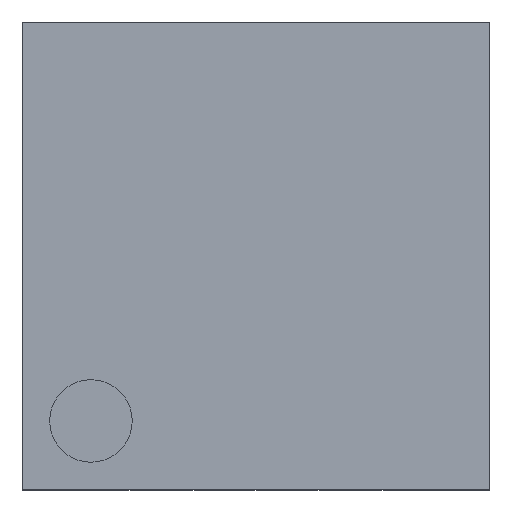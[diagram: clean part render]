
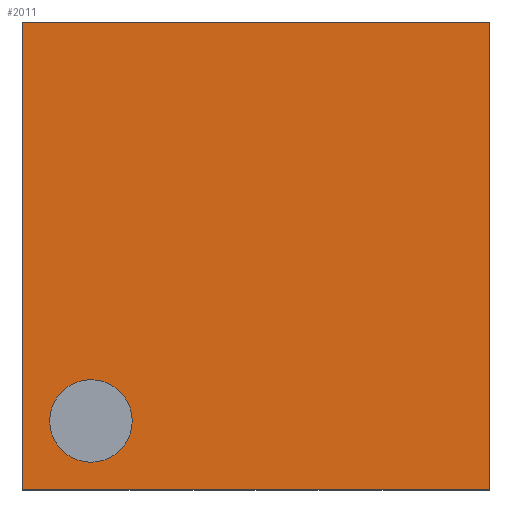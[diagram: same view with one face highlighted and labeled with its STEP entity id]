
A CAD part, top view. The second image highlights one B-rep face of the part: STEP entity #2011.
In plain terms, the highlighted planar face has unit normal (0, 0, 1).
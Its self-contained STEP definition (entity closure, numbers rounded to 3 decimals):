
#24=FACE_BOUND($,#190,.T.);
#26=CIRCLE($,#2129,0.3);
#80=FACE_OUTER_BOUND($,#189,.T.);
#189=EDGE_LOOP($,(#1577,#1578,#1579,#1580));
#190=EDGE_LOOP($,(#1581));
#373=LINE($,#2956,#655);
#378=LINE($,#2964,#660);
#390=LINE($,#2991,#672);
#392=LINE($,#2994,#674);
#655=VECTOR($,#2401,3.4);
#660=VECTOR($,#2408,3.4);
#672=VECTOR($,#2440,3.4);
#674=VECTOR($,#2444,3.4);
#901=VERTEX_POINT($,#2953);
#902=VERTEX_POINT($,#2955);
#904=VERTEX_POINT($,#2963);
#908=VERTEX_POINT($,#2985);
#909=VERTEX_POINT($,#2990);
#1127=EDGE_CURVE($,#902,#901,#373,.T.);
#1132=EDGE_CURVE($,#904,#902,#378,.T.);
#1144=EDGE_CURVE($,#908,#908,#26,.T.);
#1146=EDGE_CURVE($,#909,#904,#390,.T.);
#1148=EDGE_CURVE($,#901,#909,#392,.T.);
#1577=ORIENTED_EDGE($,*,*,#1148,.T.);
#1578=ORIENTED_EDGE($,*,*,#1146,.T.);
#1579=ORIENTED_EDGE($,*,*,#1132,.T.);
#1580=ORIENTED_EDGE($,*,*,#1127,.T.);
#1581=ORIENTED_EDGE($,*,*,#1144,.T.);
#1903=PLANE($,#2134);
#2011=ADVANCED_FACE($,(#80,#24),#1903,.T.);
#2129=AXIS2_PLACEMENT_3D($,#2986,#2433,#2434);
#2134=AXIS2_PLACEMENT_3D($,#2996,#2447,#2448);
#2401=DIRECTION($,(0.,1.,0.));
#2408=DIRECTION($,(1.,0.,0.));
#2433=DIRECTION('center_axis',(0.,0.,-1.));
#2434=DIRECTION('ref_axis',(-1.,0.,0.));
#2440=DIRECTION($,(0.,-1.,0.));
#2444=DIRECTION($,(-1.,0.,0.));
#2447=DIRECTION('center_axis',(0.,0.,1.));
#2448=DIRECTION('ref_axis',(1.,0.,0.));
#2953=CARTESIAN_POINT('',(1.7,1.7,1.1));
#2955=CARTESIAN_POINT('',(1.7,-1.7,1.1));
#2956=CARTESIAN_POINT($,(1.7,1.7,1.1));
#2963=CARTESIAN_POINT('',(-1.7,-1.7,1.1));
#2964=CARTESIAN_POINT($,(1.7,-1.7,1.1));
#2985=CARTESIAN_POINT('',(-0.9,-1.2,1.1));
#2986=CARTESIAN_POINT('Origin',(-1.2,-1.2,1.1));
#2990=CARTESIAN_POINT('',(-1.7,1.7,1.1));
#2991=CARTESIAN_POINT($,(-1.7,-1.7,1.1));
#2994=CARTESIAN_POINT($,(-1.7,1.7,1.1));
#2996=CARTESIAN_POINT('Origin',(0.,0.,
1.1));
